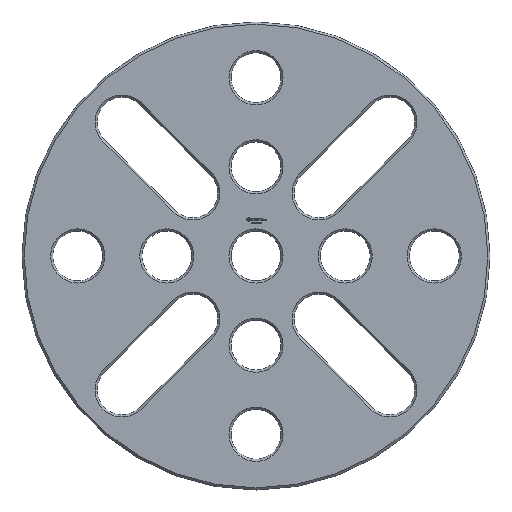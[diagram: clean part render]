
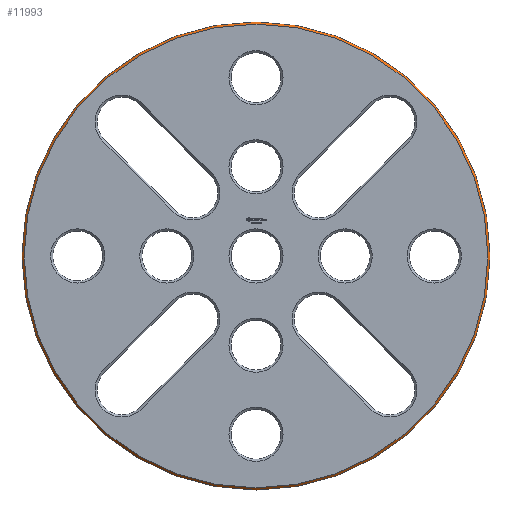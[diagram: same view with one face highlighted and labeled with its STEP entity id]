
A CAD part, top view. The second image highlights one B-rep face of the part: STEP entity #11993.
In plain terms, the highlighted conical face has half-angle 45 degrees and reference radius 32.812 mm.
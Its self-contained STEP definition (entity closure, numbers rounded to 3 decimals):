
#21 = EDGE_CURVE('',#22,#22,#24,.T.);
#22 = VERTEX_POINT('',#23);
#23 = CARTESIAN_POINT('',(32.513,0.,3.125));
#24 = SURFACE_CURVE('',#25,(#30,#42),.PCURVE_S1.);
#25 = CIRCLE('',#26,32.513);
#26 = AXIS2_PLACEMENT_3D('',#27,#28,#29);
#27 = CARTESIAN_POINT('',(0.,0.,3.125));
#28 = DIRECTION('',(0.,0.,-1.));
#29 = DIRECTION('',(1.,0.,0.));
#30 = PCURVE('',#31,#36);
#31 = PLANE('',#32);
#32 = AXIS2_PLACEMENT_3D('',#33,#34,#35);
#33 = CARTESIAN_POINT('',(0.,0.,3.125));
#34 = DIRECTION('',(0.,0.,-1.));
#35 = DIRECTION('',(1.,0.,0.));
#36 = DEFINITIONAL_REPRESENTATION('',(#37),#41);
#37 = CIRCLE('',#38,32.513);
#38 = AXIS2_PLACEMENT_2D('',#39,#40);
#39 = CARTESIAN_POINT('',(0.,0.));
#40 = DIRECTION('',(1.,0.));
#41 = ( GEOMETRIC_REPRESENTATION_CONTEXT(2) 
PARAMETRIC_REPRESENTATION_CONTEXT() REPRESENTATION_CONTEXT('2D SPACE',''
  ) );
#42 = PCURVE('',#43,#48);
#43 = CONICAL_SURFACE('',#44,32.813,0.785);
#44 = AXIS2_PLACEMENT_3D('',#45,#46,#47);
#45 = CARTESIAN_POINT('',(0.,0.,2.825));
#46 = DIRECTION('',(0.,0.,-1.));
#47 = DIRECTION('',(1.,0.,0.));
#48 = DEFINITIONAL_REPRESENTATION('',(#49),#53);
#49 = LINE('',#50,#51);
#50 = CARTESIAN_POINT('',(0.,-0.3));
#51 = VECTOR('',#52,1.);
#52 = DIRECTION('',(1.,-0.));
#53 = ( GEOMETRIC_REPRESENTATION_CONTEXT(2) 
PARAMETRIC_REPRESENTATION_CONTEXT() REPRESENTATION_CONTEXT('2D SPACE',''
  ) );
#11993 = ADVANCED_FACE('',(#11994),#43,.T.);
#11994 = FACE_BOUND('',#11995,.F.);
#11995 = EDGE_LOOP('',(#11996,#12025,#12046,#12047));
#11996 = ORIENTED_EDGE('',*,*,#11997,.T.);
#11997 = EDGE_CURVE('',#11998,#11998,#12000,.T.);
#11998 = VERTEX_POINT('',#11999);
#11999 = CARTESIAN_POINT('',(32.813,0.,2.825));
#12000 = SURFACE_CURVE('',#12001,(#12006,#12013),.PCURVE_S1.);
#12001 = CIRCLE('',#12002,32.813);
#12002 = AXIS2_PLACEMENT_3D('',#12003,#12004,#12005);
#12003 = CARTESIAN_POINT('',(0.,0.,2.825));
#12004 = DIRECTION('',(0.,0.,-1.));
#12005 = DIRECTION('',(1.,0.,0.));
#12006 = PCURVE('',#43,#12007);
#12007 = DEFINITIONAL_REPRESENTATION('',(#12008),#12012);
#12008 = LINE('',#12009,#12010);
#12009 = CARTESIAN_POINT('',(0.,-0.));
#12010 = VECTOR('',#12011,1.);
#12011 = DIRECTION('',(1.,-0.));
#12012 = ( GEOMETRIC_REPRESENTATION_CONTEXT(2) 
PARAMETRIC_REPRESENTATION_CONTEXT() REPRESENTATION_CONTEXT('2D SPACE',''
  ) );
#12013 = PCURVE('',#12014,#12019);
#12014 = CYLINDRICAL_SURFACE('',#12015,32.813);
#12015 = AXIS2_PLACEMENT_3D('',#12016,#12017,#12018);
#12016 = CARTESIAN_POINT('',(0.,0.,2.325));
#12017 = DIRECTION('',(0.,0.,1.));
#12018 = DIRECTION('',(1.,0.,0.));
#12019 = DEFINITIONAL_REPRESENTATION('',(#12020),#12024);
#12020 = LINE('',#12021,#12022);
#12021 = CARTESIAN_POINT('',(-0.,0.5));
#12022 = VECTOR('',#12023,1.);
#12023 = DIRECTION('',(-1.,0.));
#12024 = ( GEOMETRIC_REPRESENTATION_CONTEXT(2) 
PARAMETRIC_REPRESENTATION_CONTEXT() REPRESENTATION_CONTEXT('2D SPACE',''
  ) );
#12025 = ORIENTED_EDGE('',*,*,#12026,.T.);
#12026 = EDGE_CURVE('',#11998,#22,#12027,.T.);
#12027 = SEAM_CURVE('',#12028,(#12032,#12039),.PCURVE_S1.);
#12028 = LINE('',#12029,#12030);
#12029 = CARTESIAN_POINT('',(32.813,0.,2.825));
#12030 = VECTOR('',#12031,1.);
#12031 = DIRECTION('',(-0.707,0.,
    0.707));
#12032 = PCURVE('',#43,#12033);
#12033 = DEFINITIONAL_REPRESENTATION('',(#12034),#12038);
#12034 = LINE('',#12035,#12036);
#12035 = CARTESIAN_POINT('',(0.,-0.));
#12036 = VECTOR('',#12037,1.);
#12037 = DIRECTION('',(0.,-1.));
#12038 = ( GEOMETRIC_REPRESENTATION_CONTEXT(2) 
PARAMETRIC_REPRESENTATION_CONTEXT() REPRESENTATION_CONTEXT('2D SPACE',''
  ) );
#12039 = PCURVE('',#43,#12040);
#12040 = DEFINITIONAL_REPRESENTATION('',(#12041),#12045);
#12041 = LINE('',#12042,#12043);
#12042 = CARTESIAN_POINT('',(6.283,-0.));
#12043 = VECTOR('',#12044,1.);
#12044 = DIRECTION('',(0.,-1.));
#12045 = ( GEOMETRIC_REPRESENTATION_CONTEXT(2) 
PARAMETRIC_REPRESENTATION_CONTEXT() REPRESENTATION_CONTEXT('2D SPACE',''
  ) );
#12046 = ORIENTED_EDGE('',*,*,#21,.F.);
#12047 = ORIENTED_EDGE('',*,*,#12026,.F.);
